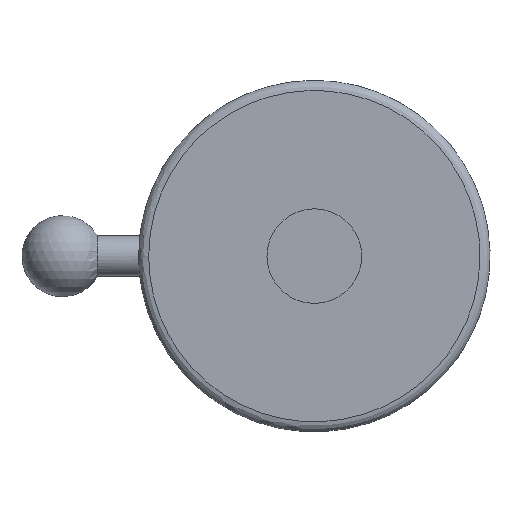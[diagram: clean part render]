
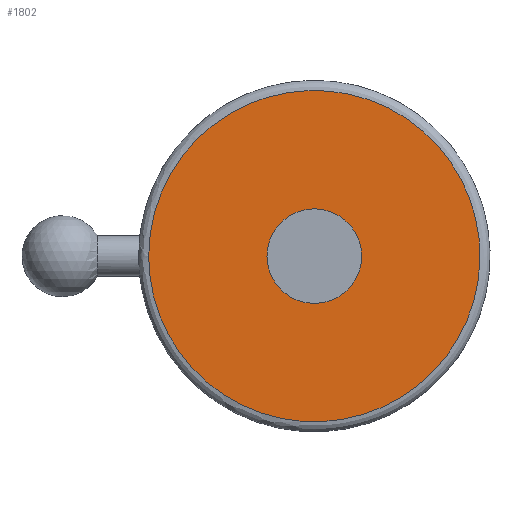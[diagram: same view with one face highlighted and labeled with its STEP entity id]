
A CAD part, front view. The second image highlights one B-rep face of the part: STEP entity #1802.
In plain terms, the highlighted face is planar.
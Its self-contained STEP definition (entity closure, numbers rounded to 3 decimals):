
#39=(
BOUNDED_CURVE()
B_SPLINE_CURVE(3,(#3604,#3605,#3606,#3607,#3608,#3609,#3610,#3611,#3612,
#3613,#3614,#3615,#3616,#3617,#3618,#3619,#3620,#3621,#3622),
 .UNSPECIFIED.,.T.,.F.)
B_SPLINE_CURVE_WITH_KNOTS((4,1,1,1,1,1,1,1,1,1,1,1,1,1,1,1,4),(0.,9.621,
19.242,28.863,38.484,48.104,57.725,
67.346,76.967,86.588,96.209,105.83,
115.451,125.071,134.692,144.313,153.934),
 .UNSPECIFIED.)
CURVE()
GEOMETRIC_REPRESENTATION_ITEM()
RATIONAL_B_SPLINE_CURVE((1.,1.,1.,1.,1.,1.,
1.,1.,1.,1.,1.,1.,1.,1.,1.,
1.,1.,1.,1.))
REPRESENTATION_ITEM('')
);
#57=FACE_BOUND('',#336,.T.);
#137=PLANE('',#1974);
#231=FACE_OUTER_BOUND('',#335,.T.);
#335=EDGE_LOOP('',(#1617));
#336=EDGE_LOOP('',(#1618));
#693=CIRCLE('',#1842,7.);
#753=VERTEX_POINT('',#2494);
#902=VERTEX_POINT('',#3603);
#919=EDGE_CURVE('',#753,#753,#693,.T.);
#1154=EDGE_CURVE('',#902,#902,#39,.T.);
#1617=ORIENTED_EDGE('',*,*,#1154,.F.);
#1618=ORIENTED_EDGE('',*,*,#919,.T.);
#1802=ADVANCED_FACE('',(#231,#57),#137,.T.);
#1842=AXIS2_PLACEMENT_3D('',#2496,#2007,#2008);
#1974=AXIS2_PLACEMENT_3D('',#3602,#2437,#2438);
#2007=DIRECTION('center_axis',(0.,0.,
1.));
#2008=DIRECTION('ref_axis',(0.814,-0.581,0.));
#2437=DIRECTION('center_axis',(0.,0.,-1.));
#2438=DIRECTION('ref_axis',(-1.,0.,0.));
#2494=CARTESIAN_POINT('',(-811.625,0.,61.379));
#2496=CARTESIAN_POINT('Origin',(-818.625,0.,
61.379));
#3602=CARTESIAN_POINT('Origin',(-844.625,0.,
61.379));
#3603=CARTESIAN_POINT('',(-843.125,0.,61.379));
#3604=CARTESIAN_POINT('Ctrl Pts',(-843.125,0.,
61.379));
#3605=CARTESIAN_POINT('Ctrl Pts',(-843.127,-3.207,61.379));
#3606=CARTESIAN_POINT('Ctrl Pts',(-841.849,-9.62,61.379));
#3607=CARTESIAN_POINT('Ctrl Pts',(-836.401,-17.776,61.379));
#3608=CARTESIAN_POINT('Ctrl Pts',(-828.245,-23.225,61.379));
#3609=CARTESIAN_POINT('Ctrl Pts',(-818.625,-25.139,61.379));
#3610=CARTESIAN_POINT('Ctrl Pts',(-809.005,-23.225,61.379));
#3611=CARTESIAN_POINT('Ctrl Pts',(-800.849,-17.776,61.379));
#3612=CARTESIAN_POINT('Ctrl Pts',(-795.4,-9.62,61.379));
#3613=CARTESIAN_POINT('Ctrl Pts',(-793.486,0.,
61.379));
#3614=CARTESIAN_POINT('Ctrl Pts',(-795.4,9.62,61.379));
#3615=CARTESIAN_POINT('Ctrl Pts',(-800.849,17.776,61.379));
#3616=CARTESIAN_POINT('Ctrl Pts',(-809.005,23.225,61.379));
#3617=CARTESIAN_POINT('Ctrl Pts',(-818.625,25.139,61.379));
#3618=CARTESIAN_POINT('Ctrl Pts',(-828.245,23.225,61.379));
#3619=CARTESIAN_POINT('Ctrl Pts',(-836.401,17.776,61.379));
#3620=CARTESIAN_POINT('Ctrl Pts',(-841.849,9.62,61.379));
#3621=CARTESIAN_POINT('Ctrl Pts',(-843.127,3.207,61.379));
#3622=CARTESIAN_POINT('Ctrl Pts',(-843.125,0.,
61.379));
